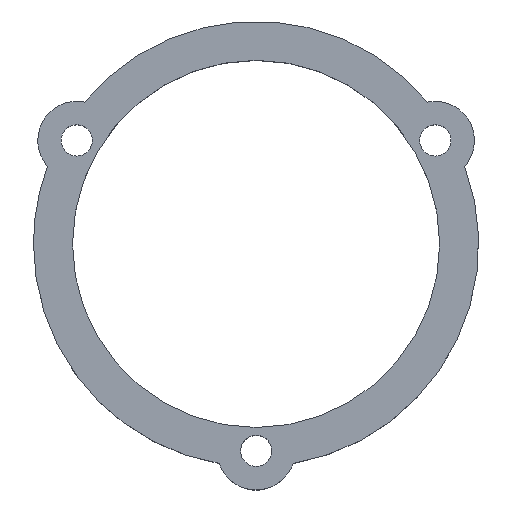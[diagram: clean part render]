
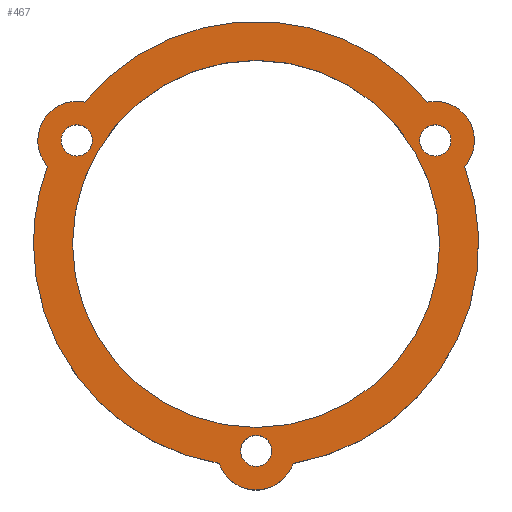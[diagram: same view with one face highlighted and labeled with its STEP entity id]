
A CAD part, top view. The second image highlights one B-rep face of the part: STEP entity #467.
In plain terms, the highlighted planar face has unit normal (0, 0, 1).
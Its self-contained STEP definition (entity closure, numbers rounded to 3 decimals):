
#3 = CARTESIAN_POINT ( 'NONE',  ( 0., 0., 12. ) ) ;
#7 = EDGE_CURVE ( 'NONE', #479, #348, #569, .T. ) ;
#13 = ORIENTED_EDGE ( 'NONE', *, *, #318, .F. ) ;
#16 = CARTESIAN_POINT ( 'NONE',  ( -2., -26.5, 12. ) ) ;
#32 = FACE_BOUND ( 'NONE', #665, .T. ) ;
#33 = AXIS2_PLACEMENT_3D ( 'NONE', #204, #305, #619 ) ;
#38 = CARTESIAN_POINT ( 'NONE',  ( -27.95, 13.25, 12. ) ) ;
#39 = CARTESIAN_POINT ( 'NONE',  ( -24.95, 13.25, 12. ) ) ;
#40 = VERTEX_POINT ( 'NONE', #330 ) ;
#43 = AXIS2_PLACEMENT_3D ( 'NONE', #629, #423, #621 ) ;
#52 = EDGE_CURVE ( 'NONE', #306, #184, #523, .T. ) ;
#54 = AXIS2_PLACEMENT_3D ( 'NONE', #114, #438, #502 ) ;
#58 = DIRECTION ( 'NONE',  ( 1., 0., 0. ) ) ;
#63 = DIRECTION ( 'NONE',  ( 0., 0., 1. ) ) ;
#69 = VERTEX_POINT ( 'NONE', #16 ) ;
#74 = CIRCLE ( 'NONE', #33, 2. ) ;
#75 = CIRCLE ( 'NONE', #216, 28.5 ) ;
#80 = CARTESIAN_POINT ( 'NONE',  ( 26.706, 9.951, 12. ) ) ;
#82 = CARTESIAN_POINT ( 'NONE',  ( -21.971, 18.153, 12. ) ) ;
#84 = CARTESIAN_POINT ( 'NONE',  ( -28.5, 0., 12. ) ) ;
#87 = DIRECTION ( 'NONE',  ( 0., 0., 1. ) ) ;
#92 = DIRECTION ( 'NONE',  ( 0., 0., 1. ) ) ;
#94 = DIRECTION ( 'NONE',  ( 1., 0., 0. ) ) ;
#107 = CARTESIAN_POINT ( 'NONE',  ( 21.971, 18.153, 12. ) ) ;
#108 = DIRECTION ( 'NONE',  ( 1., 0., 0. ) ) ;
#114 = CARTESIAN_POINT ( 'NONE',  ( -22.95, 13.25, 12. ) ) ;
#115 = VERTEX_POINT ( 'NONE', #430 ) ;
#116 = ORIENTED_EDGE ( 'NONE', *, *, #235, .T. ) ;
#136 = CARTESIAN_POINT ( 'NONE',  ( 0., -26.5, 12. ) ) ;
#143 = DIRECTION ( 'NONE',  ( 0., 0., 1. ) ) ;
#155 = CIRCLE ( 'NONE', #679, 23.5 ) ;
#156 = DIRECTION ( 'NONE',  ( 1., 0., 0. ) ) ;
#159 = DIRECTION ( 'NONE',  ( 0., 0., 1. ) ) ;
#161 = CARTESIAN_POINT ( 'NONE',  ( -4.736, -28.104, 12. ) ) ;
#162 = CIRCLE ( 'NONE', #339, 28.5 ) ;
#163 = DIRECTION ( 'NONE',  ( 1., 0., 0. ) ) ;
#172 = EDGE_LOOP ( 'NONE', ( #643, #511 ) ) ;
#173 = EDGE_LOOP ( 'NONE', ( #238, #399 ) ) ;
#177 = EDGE_CURVE ( 'NONE', #40, #479, #75, .T. ) ;
#179 = ORIENTED_EDGE ( 'NONE', *, *, #177, .T. ) ;
#184 = VERTEX_POINT ( 'NONE', #82 ) ;
#190 = AXIS2_PLACEMENT_3D ( 'NONE', #277, #599, #446 ) ;
#191 = CARTESIAN_POINT ( 'NONE',  ( 22.95, 13.25, 12. ) ) ;
#204 = CARTESIAN_POINT ( 'NONE',  ( 22.95, 13.25, 12. ) ) ;
#207 = CARTESIAN_POINT ( 'NONE',  ( -22.95, 13.25, 12. ) ) ;
#208 = EDGE_CURVE ( 'NONE', #394, #654, #74, .T. ) ;
#210 = CIRCLE ( 'NONE', #588, 2. ) ;
#211 = AXIS2_PLACEMENT_3D ( 'NONE', #217, #346, #58 ) ;
#216 = AXIS2_PLACEMENT_3D ( 'NONE', #236, #92, #94 ) ;
#217 = CARTESIAN_POINT ( 'NONE',  ( -22.95, 13.25, 12. ) ) ;
#228 = AXIS2_PLACEMENT_3D ( 'NONE', #542, #442, #377 ) ;
#229 = CARTESIAN_POINT ( 'NONE',  ( 4.736, -28.104, 12. ) ) ;
#232 = CARTESIAN_POINT ( 'NONE',  ( 0., 0., 12. ) ) ;
#234 = VERTEX_POINT ( 'NONE', #39 ) ;
#235 = EDGE_CURVE ( 'NONE', #507, #439, #162, .T. ) ;
#236 = CARTESIAN_POINT ( 'NONE',  ( 0., 0., 12. ) ) ;
#238 = ORIENTED_EDGE ( 'NONE', *, *, #325, .F. ) ;
#258 = DIRECTION ( 'NONE',  ( 1., 0., 0. ) ) ;
#273 = ORIENTED_EDGE ( 'NONE', *, *, #280, .T. ) ;
#276 = CIRCLE ( 'NONE', #657, 2. ) ;
#277 = CARTESIAN_POINT ( 'NONE',  ( 0., 0., 12. ) ) ;
#278 = CIRCLE ( 'NONE', #616, 2. ) ;
#280 = EDGE_CURVE ( 'NONE', #348, #507, #382, .T. ) ;
#285 = VERTEX_POINT ( 'NONE', #413 ) ;
#290 = AXIS2_PLACEMENT_3D ( 'NONE', #427, #488, #530 ) ;
#295 = DIRECTION ( 'NONE',  ( 0., 0., 1. ) ) ;
#297 = CARTESIAN_POINT ( 'NONE',  ( 0., 0., 12. ) ) ;
#303 = CIRCLE ( 'NONE', #646, 2. ) ;
#305 = DIRECTION ( 'NONE',  ( 0., 0., 1. ) ) ;
#306 = VERTEX_POINT ( 'NONE', #107 ) ;
#318 = EDGE_CURVE ( 'NONE', #654, #394, #210, .T. ) ;
#321 = CIRCLE ( 'NONE', #54, 5. ) ;
#322 = DIRECTION ( 'NONE',  ( 0., 0., 1. ) ) ;
#325 = EDGE_CURVE ( 'NONE', #234, #602, #276, .T. ) ;
#326 = PLANE ( 'NONE',  #341 ) ;
#329 = CIRCLE ( 'NONE', #228, 2. ) ;
#330 = CARTESIAN_POINT ( 'NONE',  ( -26.706, 9.951, 12. ) ) ;
#339 = AXIS2_PLACEMENT_3D ( 'NONE', #297, #87, #156 ) ;
#341 = AXIS2_PLACEMENT_3D ( 'NONE', #649, #295, #552 ) ;
#346 = DIRECTION ( 'NONE',  ( 0., 0., 1. ) ) ;
#348 = VERTEX_POINT ( 'NONE', #161 ) ;
#351 = EDGE_CURVE ( 'NONE', #383, #115, #155, .T. ) ;
#358 = ORIENTED_EDGE ( 'NONE', *, *, #558, .T. ) ;
#363 = CARTESIAN_POINT ( 'NONE',  ( 24.95, 13.25, 12. ) ) ;
#370 = CARTESIAN_POINT ( 'NONE',  ( 20.95, 13.25, 12. ) ) ;
#375 = DIRECTION ( 'NONE',  ( 0., 0., 1. ) ) ;
#377 = DIRECTION ( 'NONE',  ( 1., 0., 0. ) ) ;
#380 = ORIENTED_EDGE ( 'NONE', *, *, #585, .F. ) ;
#382 = CIRCLE ( 'NONE', #43, 5. ) ;
#383 = VERTEX_POINT ( 'NONE', #675 ) ;
#384 = CIRCLE ( 'NONE', #190, 23.5 ) ;
#390 = FACE_BOUND ( 'NONE', #173, .T. ) ;
#392 = ORIENTED_EDGE ( 'NONE', *, *, #465, .T. ) ;
#394 = VERTEX_POINT ( 'NONE', #370 ) ;
#399 = ORIENTED_EDGE ( 'NONE', *, *, #519, .F. ) ;
#413 = CARTESIAN_POINT ( 'NONE',  ( 2., -26.5, 12. ) ) ;
#423 = DIRECTION ( 'NONE',  ( 0., 0., 1. ) ) ;
#426 = DIRECTION ( 'NONE',  ( 1., 0., 0. ) ) ;
#427 = CARTESIAN_POINT ( 'NONE',  ( 0., 0., 12. ) ) ;
#430 = CARTESIAN_POINT ( 'NONE',  ( -23.5, 0., 12. ) ) ;
#432 = EDGE_LOOP ( 'NONE', ( #358, #489, #491, #392, #179, #658, #273, #116 ) ) ;
#438 = DIRECTION ( 'NONE',  ( 0., 0., 1. ) ) ;
#439 = VERTEX_POINT ( 'NONE', #80 ) ;
#441 = DIRECTION ( 'NONE',  ( 1., 0., 0. ) ) ;
#442 = DIRECTION ( 'NONE',  ( 0., 0., 1. ) ) ;
#445 = EDGE_CURVE ( 'NONE', #184, #645, #321, .T. ) ;
#446 = DIRECTION ( 'NONE',  ( 1., 0., 0. ) ) ;
#447 = ORIENTED_EDGE ( 'NONE', *, *, #208, .F. ) ;
#465 = EDGE_CURVE ( 'NONE', #645, #40, #601, .T. ) ;
#466 = DIRECTION ( 'NONE',  ( 0., 0., 1. ) ) ;
#467 = ADVANCED_FACE ( 'NONE', ( #32, #390, #480, #580, #527 ), #326, .T. ) ;
#475 = CARTESIAN_POINT ( 'NONE',  ( 0., -26.5, 12. ) ) ;
#479 = VERTEX_POINT ( 'NONE', #84 ) ;
#480 = FACE_OUTER_BOUND ( 'NONE', #432, .T. ) ;
#488 = DIRECTION ( 'NONE',  ( 0., 0., 1. ) ) ;
#489 = ORIENTED_EDGE ( 'NONE', *, *, #52, .T. ) ;
#491 = ORIENTED_EDGE ( 'NONE', *, *, #445, .T. ) ;
#502 = DIRECTION ( 'NONE',  ( 1., 0., 0. ) ) ;
#507 = VERTEX_POINT ( 'NONE', #229 ) ;
#511 = ORIENTED_EDGE ( 'NONE', *, *, #351, .F. ) ;
#519 = EDGE_CURVE ( 'NONE', #602, #234, #329, .T. ) ;
#522 = DIRECTION ( 'NONE',  ( 1., 0., 0. ) ) ;
#523 = CIRCLE ( 'NONE', #670, 28.5 ) ;
#524 = AXIS2_PLACEMENT_3D ( 'NONE', #191, #605, #163 ) ;
#527 = FACE_BOUND ( 'NONE', #172, .T. ) ;
#530 = DIRECTION ( 'NONE',  ( 1., 0., 0. ) ) ;
#534 = EDGE_CURVE ( 'NONE', #115, #383, #384, .T. ) ;
#542 = CARTESIAN_POINT ( 'NONE',  ( -22.95, 13.25, 12. ) ) ;
#552 = DIRECTION ( 'NONE',  ( 1., 0., 0. ) ) ;
#556 = CARTESIAN_POINT ( 'NONE',  ( -20.95, 13.25, 12. ) ) ;
#558 = EDGE_CURVE ( 'NONE', #439, #306, #578, .T. ) ;
#564 = DIRECTION ( 'NONE',  ( 1., 0., 0. ) ) ;
#567 = EDGE_CURVE ( 'NONE', #285, #69, #303, .T. ) ;
#569 = CIRCLE ( 'NONE', #290, 28.5 ) ;
#578 = CIRCLE ( 'NONE', #524, 5. ) ;
#580 = FACE_BOUND ( 'NONE', #651, .T. ) ;
#585 = EDGE_CURVE ( 'NONE', #69, #285, #278, .T. ) ;
#588 = AXIS2_PLACEMENT_3D ( 'NONE', #677, #322, #522 ) ;
#599 = DIRECTION ( 'NONE',  ( 0., 0., 1. ) ) ;
#601 = CIRCLE ( 'NONE', #211, 5. ) ;
#602 = VERTEX_POINT ( 'NONE', #556 ) ;
#605 = DIRECTION ( 'NONE',  ( 0., 0., 1. ) ) ;
#616 = AXIS2_PLACEMENT_3D ( 'NONE', #475, #143, #564 ) ;
#619 = DIRECTION ( 'NONE',  ( 1., 0., 0. ) ) ;
#621 = DIRECTION ( 'NONE',  ( 1., 0., 0. ) ) ;
#629 = CARTESIAN_POINT ( 'NONE',  ( 0., -26.5, 12. ) ) ;
#642 = ORIENTED_EDGE ( 'NONE', *, *, #567, .F. ) ;
#643 = ORIENTED_EDGE ( 'NONE', *, *, #534, .F. ) ;
#645 = VERTEX_POINT ( 'NONE', #38 ) ;
#646 = AXIS2_PLACEMENT_3D ( 'NONE', #136, #375, #426 ) ;
#649 = CARTESIAN_POINT ( 'NONE',  ( 11.475, 6.625, 12. ) ) ;
#651 = EDGE_LOOP ( 'NONE', ( #447, #13 ) ) ;
#654 = VERTEX_POINT ( 'NONE', #363 ) ;
#657 = AXIS2_PLACEMENT_3D ( 'NONE', #207, #466, #258 ) ;
#658 = ORIENTED_EDGE ( 'NONE', *, *, #7, .T. ) ;
#665 = EDGE_LOOP ( 'NONE', ( #380, #642 ) ) ;
#670 = AXIS2_PLACEMENT_3D ( 'NONE', #232, #63, #441 ) ;
#675 = CARTESIAN_POINT ( 'NONE',  ( 23.5, 0., 12. ) ) ;
#677 = CARTESIAN_POINT ( 'NONE',  ( 22.95, 13.25, 12. ) ) ;
#679 = AXIS2_PLACEMENT_3D ( 'NONE', #3, #159, #108 ) ;
